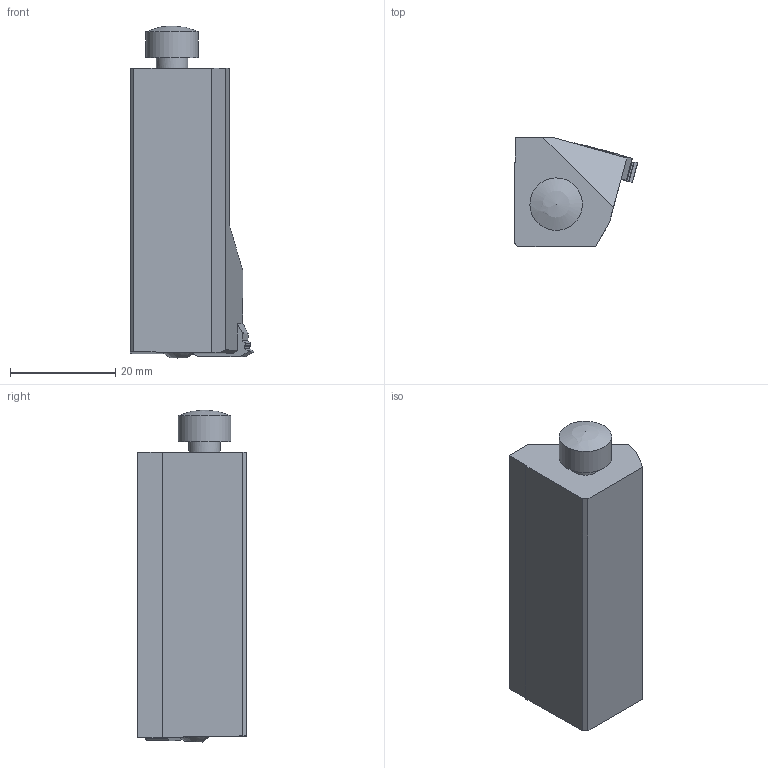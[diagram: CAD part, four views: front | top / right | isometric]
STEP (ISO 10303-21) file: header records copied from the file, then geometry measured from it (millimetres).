
FILE_DESCRIPTION(/* description */ (''),/* implementation_level */ '2;1');
FILE_NAME(/* name */ '1574152573349.stp',/* time_stamp */ '2019-11-19T14:06:23+06:00',/* author */ (''),/* organization */ ('SMS'),/* preprocessor_version */ 'ST-DEVELOPER v16.7',/* originating_system */ 'SIEMENS PLM Software NX 12.0',/* authorisation */ '');
FILE_SCHEMA (('AUTOMOTIVE_DESIGN { 1 0 10303 214 3 1 1 1 }'));
Length unit declared in the file: millimetre
Products named in the file (4): ASSEMBLY_CONSTRUCTION; 202698406mod000_00; 202175459mod000_00; 202175457mod000_00
Assembly tree (3 placements, depth 2):
  202175457mod000_00
    202175459mod000_00
    202698406mod000_00
    ASSEMBLY_CONSTRUCTION
Bounding box: 23.55 x 20.75 x 63.21 mm (x, y, z)
Volume: 18070.8 mm3; surface area: 5390.9 mm2
Topology: 2 solids, 2 shells, 170 faces, 467 edges, 313 vertices
Faces by surface type: plane 81, cylinder 51, extrusion 18, cone 8, bspline 7, torus 4, sphere 1
Full cylindrical faces by diameter (mm): 4.4 x1, 6 x1, 10 x1
Entity records: 7598 total; most frequent: CARTESIAN_POINT 3164, ORIENTED_EDGE 900, DIRECTION 862, EDGE_CURVE 450, VERTEX_POINT 299, VECTOR 288, AXIS2_PLACEMENT_3D 287, LINE 270
